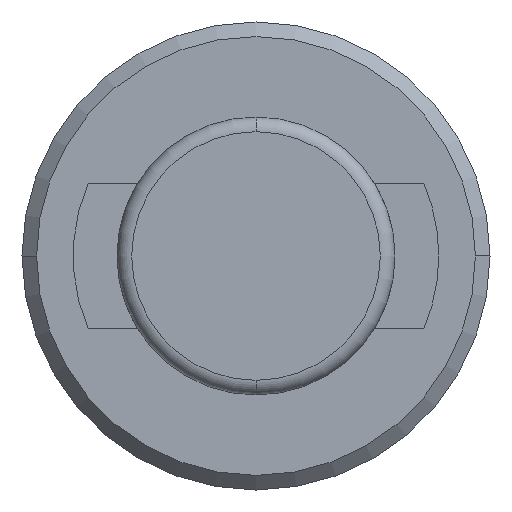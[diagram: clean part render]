
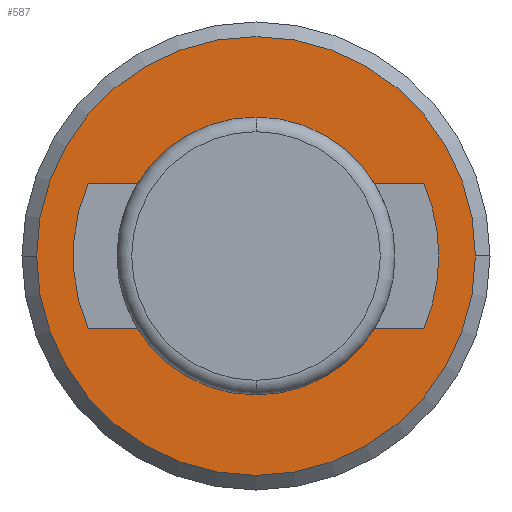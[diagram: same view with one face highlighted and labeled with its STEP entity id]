
A CAD part, left-side view. The second image highlights one B-rep face of the part: STEP entity #587.
In plain terms, the highlighted planar face has unit normal (-1, 0, 0).
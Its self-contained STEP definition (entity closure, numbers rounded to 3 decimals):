
#22 = DIRECTION ( 'NONE',  ( 0., 1., 0. ) ) ;
#31 = EDGE_LOOP ( 'NONE', ( #889, #402 ) ) ;
#36 = CARTESIAN_POINT ( 'NONE',  ( 21.5, 0., 0. ) ) ;
#48 = CIRCLE ( 'NONE', #50, 9.5 ) ;
#50 = AXIS2_PLACEMENT_3D ( 'NONE', #795, #860, #1117 ) ;
#55 = DIRECTION ( 'NONE',  ( 0., -1., 0. ) ) ;
#63 = CIRCLE ( 'NONE', #632, 9.5 ) ;
#64 = CIRCLE ( 'NONE', #1176, 15. ) ;
#67 = VECTOR ( 'NONE', #897, 1000. ) ;
#74 = VERTEX_POINT ( 'NONE', #118 ) ;
#80 = VERTEX_POINT ( 'NONE', #1007 ) ;
#83 = FACE_OUTER_BOUND ( 'NONE', #31, .T. ) ;
#97 = CARTESIAN_POINT ( 'NONE',  ( 21.5, -11.478, 4.95 ) ) ;
#108 = CARTESIAN_POINT ( 'NONE',  ( 21.5, 0., 0. ) ) ;
#118 = CARTESIAN_POINT ( 'NONE',  ( 21.5, -15., 0. ) ) ;
#133 = DIRECTION ( 'NONE',  ( 1., 0., 0. ) ) ;
#140 = CIRCLE ( 'NONE', #386, 12.5 ) ;
#147 = DIRECTION ( 'NONE',  ( 0., 1., 0. ) ) ;
#148 = CARTESIAN_POINT ( 'NONE',  ( 21.5, 11.478, 4.95 ) ) ;
#166 = VERTEX_POINT ( 'NONE', #1002 ) ;
#168 = AXIS2_PLACEMENT_3D ( 'NONE', #203, #500, #392 ) ;
#171 = EDGE_CURVE ( 'NONE', #166, #517, #328, .T. ) ;
#183 = CARTESIAN_POINT ( 'NONE',  ( 21.5, -8.108, -4.95 ) ) ;
#199 = VERTEX_POINT ( 'NONE', #97 ) ;
#203 = CARTESIAN_POINT ( 'NONE',  ( 21.5, 0., 0. ) ) ;
#233 = EDGE_CURVE ( 'NONE', #517, #688, #359, .T. ) ;
#244 = CIRCLE ( 'NONE', #613, 15. ) ;
#312 = ORIENTED_EDGE ( 'NONE', *, *, #171, .F. ) ;
#320 = DIRECTION ( 'NONE',  ( 1., 0., 0. ) ) ;
#328 = LINE ( 'NONE', #771, #414 ) ;
#333 = CARTESIAN_POINT ( 'NONE',  ( 21.5, 0., 0. ) ) ;
#350 = VECTOR ( 'NONE', #764, 1000. ) ;
#354 = ORIENTED_EDGE ( 'NONE', *, *, #233, .F. ) ;
#359 = CIRCLE ( 'NONE', #846, 12.5 ) ;
#386 = AXIS2_PLACEMENT_3D ( 'NONE', #333, #737, #55 ) ;
#392 = DIRECTION ( 'NONE',  ( 0., -1., 0. ) ) ;
#402 = ORIENTED_EDGE ( 'NONE', *, *, #418, .F. ) ;
#414 = VECTOR ( 'NONE', #22, 1000. ) ;
#418 = EDGE_CURVE ( 'NONE', #74, #80, #244, .T. ) ;
#419 = VERTEX_POINT ( 'NONE', #1005 ) ;
#459 = ORIENTED_EDGE ( 'NONE', *, *, #647, .T. ) ;
#493 = EDGE_CURVE ( 'NONE', #978, #419, #140, .T. ) ;
#494 = CARTESIAN_POINT ( 'NONE',  ( 21.5, 0., 0. ) ) ;
#500 = DIRECTION ( 'NONE',  ( -1., 0., 0. ) ) ;
#502 = DIRECTION ( 'NONE',  ( 1., 0., 0. ) ) ;
#517 = VERTEX_POINT ( 'NONE', #148 ) ;
#541 = CARTESIAN_POINT ( 'NONE',  ( 21.5, 11.478, -4.95 ) ) ;
#553 = CARTESIAN_POINT ( 'NONE',  ( 21.5, -15.18, 15.18 ) ) ;
#578 = ORIENTED_EDGE ( 'NONE', *, *, #728, .T. ) ;
#582 = DIRECTION ( 'NONE',  ( 0., -1., 0. ) ) ;
#587 = ADVANCED_FACE ( 'NONE', ( #636, #83 ), #1236, .F. ) ;
#613 = AXIS2_PLACEMENT_3D ( 'NONE', #716, #133, #1188 ) ;
#618 = DIRECTION ( 'NONE',  ( 1., 0., 0. ) ) ;
#626 = EDGE_CURVE ( 'NONE', #80, #74, #64, .T. ) ;
#632 = AXIS2_PLACEMENT_3D ( 'NONE', #36, #618, #1054 ) ;
#636 = FACE_BOUND ( 'NONE', #1114, .T. ) ;
#641 = EDGE_CURVE ( 'NONE', #688, #721, #1027, .T. ) ;
#647 = EDGE_CURVE ( 'NONE', #166, #987, #48, .T. ) ;
#651 = LINE ( 'NONE', #1057, #350 ) ;
#657 = ORIENTED_EDGE ( 'NONE', *, *, #761, .F. ) ;
#688 = VERTEX_POINT ( 'NONE', #541 ) ;
#716 = CARTESIAN_POINT ( 'NONE',  ( 21.5, 0., 0. ) ) ;
#721 = VERTEX_POINT ( 'NONE', #824 ) ;
#728 = EDGE_CURVE ( 'NONE', #790, #721, #63, .T. ) ;
#737 = DIRECTION ( 'NONE',  ( -1., 0., 0. ) ) ;
#739 = ORIENTED_EDGE ( 'NONE', *, *, #641, .F. ) ;
#761 = EDGE_CURVE ( 'NONE', #790, #978, #651, .T. ) ;
#764 = DIRECTION ( 'NONE',  ( 0., -1., 0. ) ) ;
#771 = CARTESIAN_POINT ( 'NONE',  ( 21.5, 0., 4.95 ) ) ;
#790 = VERTEX_POINT ( 'NONE', #183 ) ;
#792 = DIRECTION ( 'NONE',  ( -1., 0., 0. ) ) ;
#795 = CARTESIAN_POINT ( 'NONE',  ( 21.5, 0., 0. ) ) ;
#799 = ORIENTED_EDGE ( 'NONE', *, *, #928, .F. ) ;
#812 = CARTESIAN_POINT ( 'NONE',  ( 21.5, -8.108, 4.95 ) ) ;
#819 = ORIENTED_EDGE ( 'NONE', *, *, #493, .F. ) ;
#824 = CARTESIAN_POINT ( 'NONE',  ( 21.5, 8.108, -4.95 ) ) ;
#846 = AXIS2_PLACEMENT_3D ( 'NONE', #108, #792, #582 ) ;
#858 = CARTESIAN_POINT ( 'NONE',  ( 21.5, 0., 4.95 ) ) ;
#860 = DIRECTION ( 'NONE',  ( 1., 0., 0. ) ) ;
#889 = ORIENTED_EDGE ( 'NONE', *, *, #626, .F. ) ;
#897 = DIRECTION ( 'NONE',  ( 0., -1., 0. ) ) ;
#908 = CARTESIAN_POINT ( 'NONE',  ( 21.5, -11.478, -4.95 ) ) ;
#928 = EDGE_CURVE ( 'NONE', #419, #199, #1110, .T. ) ;
#965 = LINE ( 'NONE', #858, #1182 ) ;
#978 = VERTEX_POINT ( 'NONE', #908 ) ;
#987 = VERTEX_POINT ( 'NONE', #812 ) ;
#990 = CARTESIAN_POINT ( 'NONE',  ( 21.5, 0., -4.95 ) ) ;
#1002 = CARTESIAN_POINT ( 'NONE',  ( 21.5, 8.108, 4.95 ) ) ;
#1003 = ORIENTED_EDGE ( 'NONE', *, *, #1198, .F. ) ;
#1005 = CARTESIAN_POINT ( 'NONE',  ( 21.5, -12.5, 0. ) ) ;
#1007 = CARTESIAN_POINT ( 'NONE',  ( 21.5, 15., 0. ) ) ;
#1027 = LINE ( 'NONE', #990, #67 ) ;
#1032 = DIRECTION ( 'NONE',  ( 0., 1., 0. ) ) ;
#1054 = DIRECTION ( 'NONE',  ( 0., -1., 0. ) ) ;
#1057 = CARTESIAN_POINT ( 'NONE',  ( 21.5, 0., -4.95 ) ) ;
#1110 = CIRCLE ( 'NONE', #168, 12.5 ) ;
#1114 = EDGE_LOOP ( 'NONE', ( #312, #459, #1003, #799, #819, #657, #578, #739, #354 ) ) ;
#1115 = AXIS2_PLACEMENT_3D ( 'NONE', #553, #502, #1151 ) ;
#1117 = DIRECTION ( 'NONE',  ( 0., -1., 0. ) ) ;
#1151 = DIRECTION ( 'NONE',  ( 0., 0., -1. ) ) ;
#1176 = AXIS2_PLACEMENT_3D ( 'NONE', #494, #320, #147 ) ;
#1182 = VECTOR ( 'NONE', #1032, 1000. ) ;
#1188 = DIRECTION ( 'NONE',  ( 0., 1., 0. ) ) ;
#1198 = EDGE_CURVE ( 'NONE', #199, #987, #965, .T. ) ;
#1236 = PLANE ( 'NONE',  #1115 ) ;
